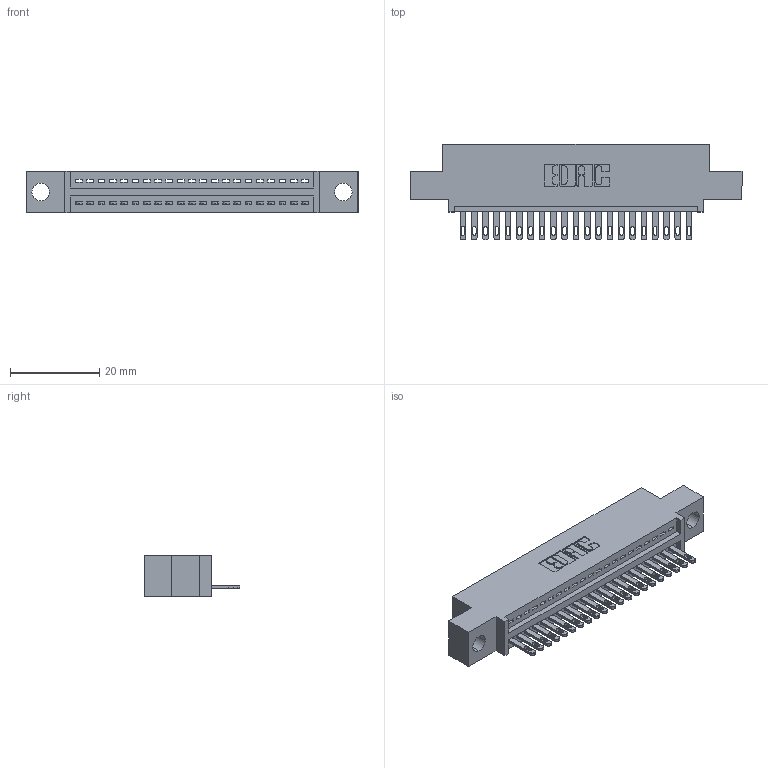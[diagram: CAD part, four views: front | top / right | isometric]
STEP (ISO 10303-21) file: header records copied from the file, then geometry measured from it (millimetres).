
FILE_DESCRIPTION (( 'STEP AP203' ), '1' );
FILE_NAME ('345-021-500-404.STEP', '2018-08-20T07:55:00', ( '' ), ( '' ), 'SwSTEP 2.0', 'SolidWorks 2016', '' );
FILE_SCHEMA (( 'CONFIG_CONTROL_DESIGN' ));
Length unit declared in the file: inch
Products named in the file (3): 345-021-500-404; 345 Part_0.110 Offset - 0.156 Dia-TH; 345-292-001_345-293-100
Assembly tree (22 placements, depth 2):
  345-021-500-404
    345 Part_0.110 Offset - 0.156 Dia-TH
    345-292-001_345-293-100  x21
Bounding box: 74.55 x 21.51 x 9.4 mm (x, y, z)
Volume: 6760.5 mm3; surface area: 8636.5 mm2
Topology: 22 solids, 22 shells, 1264 faces, 3881 edges, 2586 vertices
Faces by surface type: plane 798, cylinder 466
Entity records: 18697 total; most frequent: CARTESIAN_POINT 3247, ORIENTED_EDGE 3202, DIRECTION 2867, EDGE_CURVE 1601, LINE 1381, VECTOR 1381, VERTEX_POINT 1066, AXIS2_PLACEMENT_3D 743
